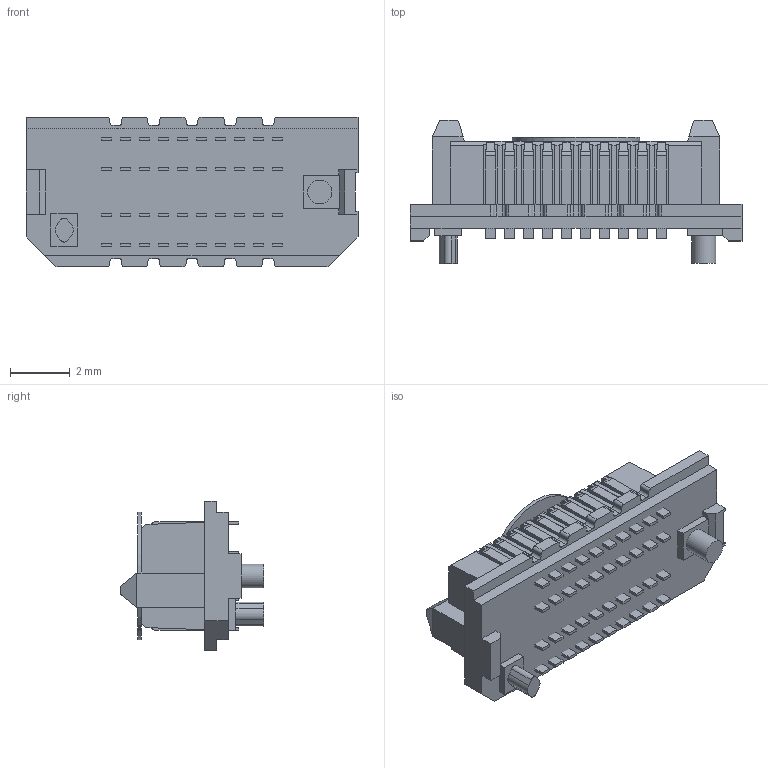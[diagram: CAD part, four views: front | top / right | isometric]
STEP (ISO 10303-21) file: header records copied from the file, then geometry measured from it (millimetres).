
FILE_DESCRIPTION( ( 'STEP AP214' ), '1' );
FILE_NAME( 'ADM6-10-01.5-L-4-2-A-TR.stp', '2020-10-16T16:04:06', ( 'License CC BY-ND 4.0' ), ( 'CADENAS' ), ' ', 'PARTsolutions', ' ' );
FILE_SCHEMA( ( 'AUTOMOTIVE_DESIGN { 1 0 10303 214 1 1 1 1 }' ) );
Length unit declared in the file: millimetre
Products named in the file (6): ADM6-10-01.5-L-4-2-A-TR; _adm6_body-10-A; _-10; _ADM6_keypad; _apin1; _apin2
Assembly tree (5 placements, depth 2):
  ADM6-10-01.5-L-4-2-A-TR
    _adm6_body-10-A
    _-10
    _ADM6_keypad
    _apin1
    _apin2
Bounding box: 11.07 x 4.77 x 5 mm (x, y, z)
Volume: 84.4 mm3; surface area: 506.7 mm2
Topology: 5 solids, 5 shells, 1254 faces, 3479 edges, 2318 vertices
Faces by surface type: plane 1046, cylinder 208
Full cylindrical faces by diameter (mm): 0.8 x1, 4.25 x1
Entity records: 49911 total; most frequent: CARTESIAN_POINT 7535, ORIENTED_EDGE 6954, DIRECTION 6253, EDGE_CURVE 3477, LINE 2901, VECTOR 2901, VERTEX_POINT 2318, AXIS2_PLACEMENT_3D 1676
